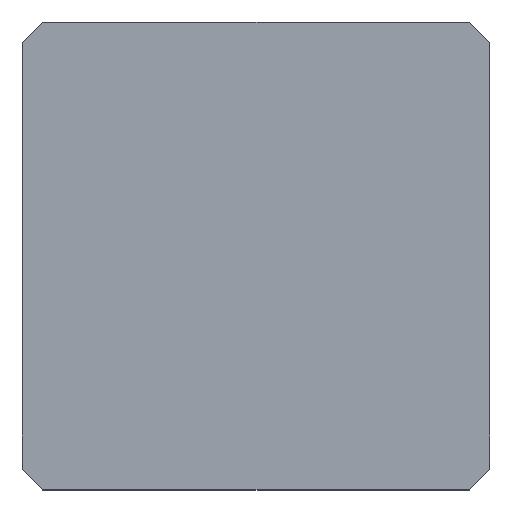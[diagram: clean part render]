
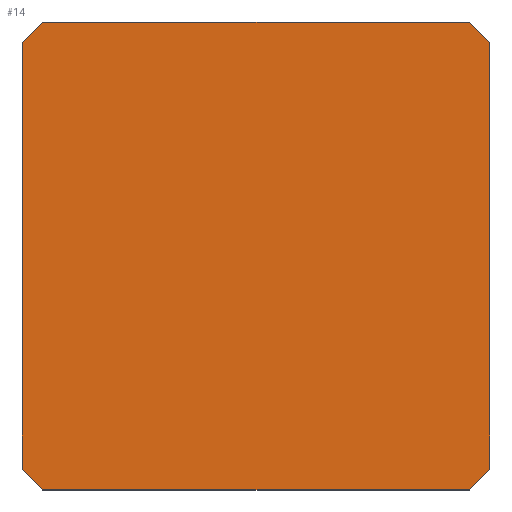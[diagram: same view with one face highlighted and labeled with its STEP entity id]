
A CAD part, top view. The second image highlights one B-rep face of the part: STEP entity #14.
In plain terms, the highlighted planar face has unit normal (0, 0, 1).
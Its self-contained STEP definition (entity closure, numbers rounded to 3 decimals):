
#6 = DIRECTION ( 'NONE',  ( -0.707, 0.707, 0. ) ) ;
#10 = CARTESIAN_POINT ( 'NONE',  ( 0., 0., 14. ) ) ;
#12 = LINE ( 'NONE', #154, #20 ) ;
#14 = ADVANCED_FACE ( 'NONE', ( #237 ), #236, .T. ) ;
#19 = VERTEX_POINT ( 'NONE', #28 ) ;
#20 = VECTOR ( 'NONE', #146, 1000. ) ;
#24 = EDGE_CURVE ( 'NONE', #243, #257, #267, .T. ) ;
#28 = CARTESIAN_POINT ( 'NONE',  ( -51., -56., 14. ) ) ;
#29 = VERTEX_POINT ( 'NONE', #230 ) ;
#36 = VERTEX_POINT ( 'NONE', #270 ) ;
#42 = EDGE_CURVE ( 'NONE', #36, #345, #12, .T. ) ;
#49 = CARTESIAN_POINT ( 'NONE',  ( 56., 51., 14. ) ) ;
#59 = VECTOR ( 'NONE', #253, 1000. ) ;
#62 = DIRECTION ( 'NONE',  ( 0., 1., 0. ) ) ;
#69 = CARTESIAN_POINT ( 'NONE',  ( 56., 56., 14. ) ) ;
#90 = ORIENTED_EDGE ( 'NONE', *, *, #130, .T. ) ;
#95 = CARTESIAN_POINT ( 'NONE',  ( 51., 56., 14. ) ) ;
#97 = ORIENTED_EDGE ( 'NONE', *, *, #42, .T. ) ;
#119 = CARTESIAN_POINT ( 'NONE',  ( -53.5, -53.5, 14. ) ) ;
#120 = DIRECTION ( 'NONE',  ( -1., 0., 0. ) ) ;
#127 = EDGE_CURVE ( 'NONE', #278, #29, #231, .T. ) ;
#130 = EDGE_CURVE ( 'NONE', #345, #156, #357, .T. ) ;
#146 = DIRECTION ( 'NONE',  ( 0.707, 0.707, 0. ) ) ;
#151 = VECTOR ( 'NONE', #194, 1000. ) ;
#153 = ORIENTED_EDGE ( 'NONE', *, *, #127, .T. ) ;
#154 = CARTESIAN_POINT ( 'NONE',  ( 53.5, -53.5, 14. ) ) ;
#156 = VERTEX_POINT ( 'NONE', #49 ) ;
#162 = CARTESIAN_POINT ( 'NONE',  ( -53.5, 53.5, 14. ) ) ;
#164 = DIRECTION ( 'NONE',  ( 0., 0., 1. ) ) ;
#166 = EDGE_CURVE ( 'NONE', #19, #36, #364, .T. ) ;
#170 = CARTESIAN_POINT ( 'NONE',  ( 56., -51., 14. ) ) ;
#186 = AXIS2_PLACEMENT_3D ( 'NONE', #10, #164, #344 ) ;
#194 = DIRECTION ( 'NONE',  ( 1., 0., 0. ) ) ;
#202 = CARTESIAN_POINT ( 'NONE',  ( -56., 51., 14. ) ) ;
#207 = CARTESIAN_POINT ( 'NONE',  ( 56., -56., 14. ) ) ;
#212 = EDGE_LOOP ( 'NONE', ( #234, #251, #318, #97, #90, #285, #153, #343 ) ) ;
#213 = VECTOR ( 'NONE', #258, 1000. ) ;
#214 = CARTESIAN_POINT ( 'NONE',  ( -56., -56., 14. ) ) ;
#223 = VECTOR ( 'NONE', #62, 1000. ) ;
#224 = VECTOR ( 'NONE', #6, 1000. ) ;
#230 = CARTESIAN_POINT ( 'NONE',  ( -51., 56., 14. ) ) ;
#231 = LINE ( 'NONE', #69, #316 ) ;
#233 = CARTESIAN_POINT ( 'NONE',  ( -56., -51., 14. ) ) ;
#234 = ORIENTED_EDGE ( 'NONE', *, *, #24, .T. ) ;
#236 = PLANE ( 'NONE',  #186 ) ;
#237 = FACE_OUTER_BOUND ( 'NONE', #212, .T. ) ;
#243 = VERTEX_POINT ( 'NONE', #202 ) ;
#245 = EDGE_CURVE ( 'NONE', #156, #278, #350, .T. ) ;
#247 = DIRECTION ( 'NONE',  ( 0., -1., 0. ) ) ;
#251 = ORIENTED_EDGE ( 'NONE', *, *, #264, .T. ) ;
#253 = DIRECTION ( 'NONE',  ( 0.707, -0.707, 0. ) ) ;
#257 = VERTEX_POINT ( 'NONE', #233 ) ;
#258 = DIRECTION ( 'NONE',  ( -0.707, -0.707, 0. ) ) ;
#262 = EDGE_CURVE ( 'NONE', #29, #243, #308, .T. ) ;
#264 = EDGE_CURVE ( 'NONE', #257, #19, #351, .T. ) ;
#267 = LINE ( 'NONE', #273, #280 ) ;
#270 = CARTESIAN_POINT ( 'NONE',  ( 51., -56., 14. ) ) ;
#273 = CARTESIAN_POINT ( 'NONE',  ( -56., 56., 14. ) ) ;
#274 = CARTESIAN_POINT ( 'NONE',  ( 53.5, 53.5, 14. ) ) ;
#278 = VERTEX_POINT ( 'NONE', #95 ) ;
#280 = VECTOR ( 'NONE', #247, 1000. ) ;
#285 = ORIENTED_EDGE ( 'NONE', *, *, #245, .T. ) ;
#308 = LINE ( 'NONE', #162, #213 ) ;
#316 = VECTOR ( 'NONE', #120, 1000. ) ;
#318 = ORIENTED_EDGE ( 'NONE', *, *, #166, .T. ) ;
#343 = ORIENTED_EDGE ( 'NONE', *, *, #262, .T. ) ;
#344 = DIRECTION ( 'NONE',  ( 1., 0., 0. ) ) ;
#345 = VERTEX_POINT ( 'NONE', #170 ) ;
#350 = LINE ( 'NONE', #274, #224 ) ;
#351 = LINE ( 'NONE', #119, #59 ) ;
#357 = LINE ( 'NONE', #207, #223 ) ;
#364 = LINE ( 'NONE', #214, #151 ) ;
